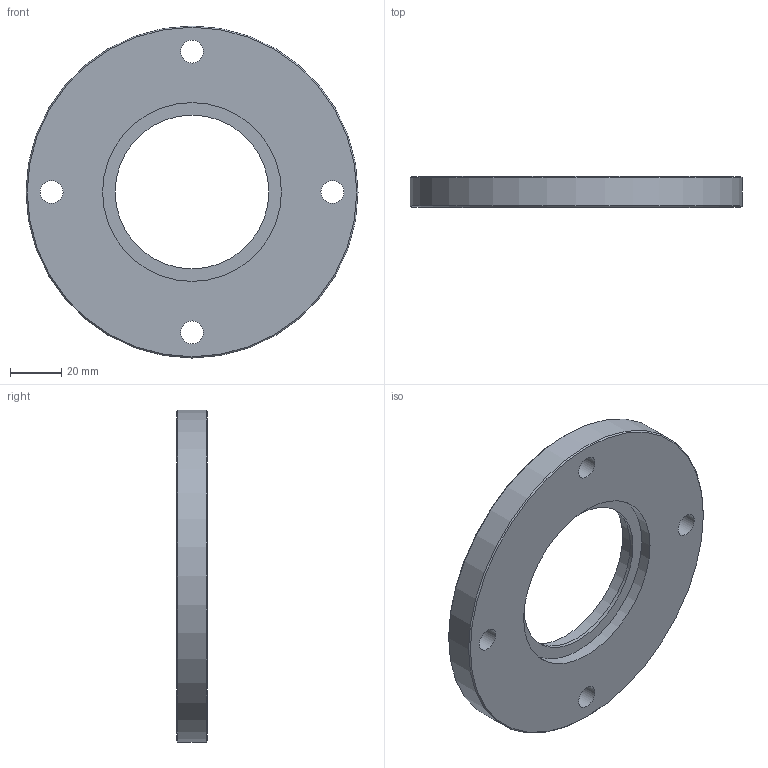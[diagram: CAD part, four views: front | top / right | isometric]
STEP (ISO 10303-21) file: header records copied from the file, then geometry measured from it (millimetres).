
FILE_DESCRIPTION(/* description */ (''),/* implementation_level */ '2;1');
FILE_NAME(/* name */ 'FL-63LFB-W.stp',/* time_stamp */ '2018-07-09T11:23:03+01:00',/* author */ ('paul'),/* organization */ (''),/* preprocessor_version */ 'ST-DEVELOPER v17',/* originating_system */ 'Autodesk Inventor 2019',/* authorisation */ '');
FILE_SCHEMA (('AUTOMOTIVE_DESIGN { 1 0 10303 214 3 1 1 }'));
Length unit declared in the file: millimetre
Products named in the file (1): FL-63LFB-W
Bounding box: 130 x 12 x 130 mm (x, y, z)
Volume: 115314.2 mm3; surface area: 28840.1 mm2
Topology: 1 solids, 1 shells, 14 faces, 40 edges, 30 vertices
Faces by surface type: cylinder 8, plane 4, cone 2
Full cylindrical faces by diameter (mm): 9 x4, 60.2 x1, 63.7 x1, 70 x1, 130 x1
Entity records: 553 total; most frequent: DIRECTION 100, CARTESIAN_POINT 85, ORIENTED_EDGE 80, AXIS2_PLACEMENT_3D 45, EDGE_CURVE 40, CIRCLE 30, VERTEX_POINT 30, EDGE_LOOP 26
